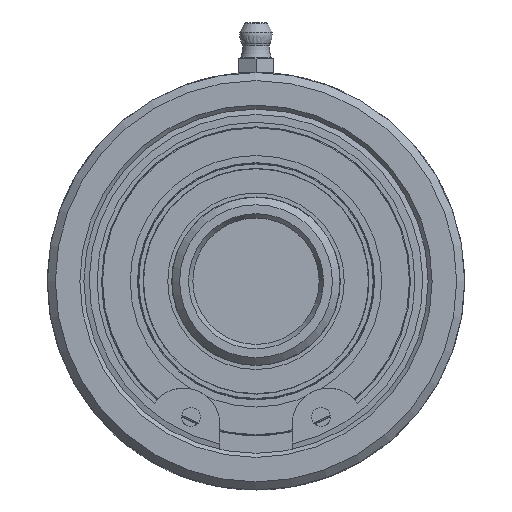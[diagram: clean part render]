
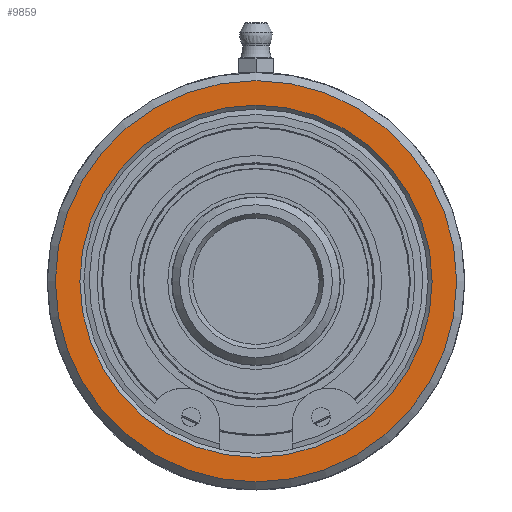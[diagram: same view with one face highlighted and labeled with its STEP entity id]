
A CAD part, left-side view. The second image highlights one B-rep face of the part: STEP entity #9859.
In plain terms, the highlighted planar face has unit normal (-1, 0, 0).
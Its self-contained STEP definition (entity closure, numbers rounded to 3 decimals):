
#1366=FACE_BOUND('',#2652,.T.);
#1562=PLANE('',#10710);
#2039=FACE_OUTER_BOUND('',#2651,.T.);
#2651=EDGE_LOOP('',(#8476));
#2652=EDGE_LOOP('',(#8477));
#3054=CIRCLE('',#10709,39.7);
#3055=CIRCLE('',#10711,34.85);
#4425=VERTEX_POINT('',#23295);
#4426=VERTEX_POINT('',#23299);
#5805=EDGE_CURVE('',#4425,#4425,#3054,.T.);
#5806=EDGE_CURVE('',#4426,#4426,#3055,.T.);
#8476=ORIENTED_EDGE('',*,*,#5805,.F.);
#8477=ORIENTED_EDGE('',*,*,#5806,.F.);
#9859=ADVANCED_FACE('',(#2039,#1366),#1562,.F.);
#10709=AXIS2_PLACEMENT_3D('',#23297,#12795,#12796);
#10710=AXIS2_PLACEMENT_3D('',#23298,#12797,#12798);
#10711=AXIS2_PLACEMENT_3D('',#23300,#12799,#12800);
#12795=DIRECTION('center_axis',(1.,0.,0.));
#12796=DIRECTION('ref_axis',(0.,0.,1.));
#12797=DIRECTION('center_axis',(1.,0.,0.));
#12798=DIRECTION('ref_axis',(0.,0.,1.));
#12799=DIRECTION('center_axis',(-1.,0.,0.));
#12800=DIRECTION('ref_axis',(0.,0.,-1.));
#23295=CARTESIAN_POINT('',(-46.09,0.,-39.7));
#23297=CARTESIAN_POINT('Origin',(-46.09,0.,0.));
#23298=CARTESIAN_POINT('Origin',(-46.09,0.,-20.65));
#23299=CARTESIAN_POINT('',(-46.09,0.,34.85));
#23300=CARTESIAN_POINT('Origin',(-46.09,0.,0.));
